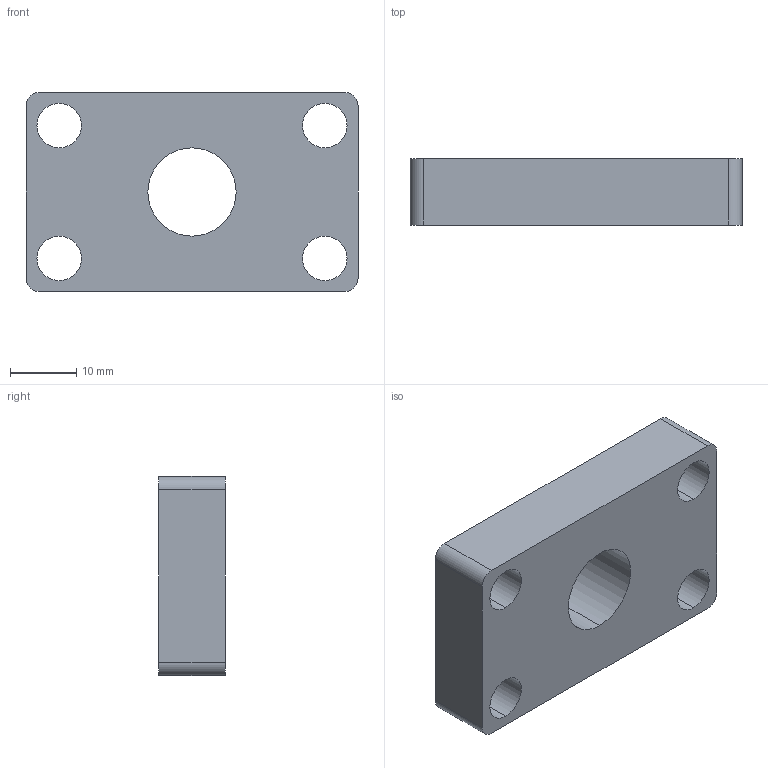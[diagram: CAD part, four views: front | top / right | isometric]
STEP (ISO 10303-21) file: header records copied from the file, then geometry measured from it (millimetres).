
FILE_DESCRIPTION (( 'STEP AP214' ), '1' );
FILE_NAME ('lens_plate_v1.STEP', '2021-08-18T04:16:59', ( '' ), ( '' ), 'SwSTEP 2.0', 'SolidWorks 2019', '' );
FILE_SCHEMA (( 'AUTOMOTIVE_DESIGN' ));
Length unit declared in the file: millimetre
Products named in the file (1): lens_plate_v1
Bounding box: 50 x 10 x 30 mm (x, y, z)
Volume: 12119.3 mm3; surface area: 5314.7 mm2
Topology: 1 solids, 1 shells, 24 faces, 64 edges, 41 vertices
Faces by surface type: cylinder 16, plane 6, cone 2
Entity records: 848 total; most frequent: DIRECTION 144, CARTESIAN_POINT 128, ORIENTED_EDGE 124, EDGE_CURVE 62, AXIS2_PLACEMENT_3D 57, VERTEX_POINT 41, EDGE_LOOP 35, CIRCLE 32
